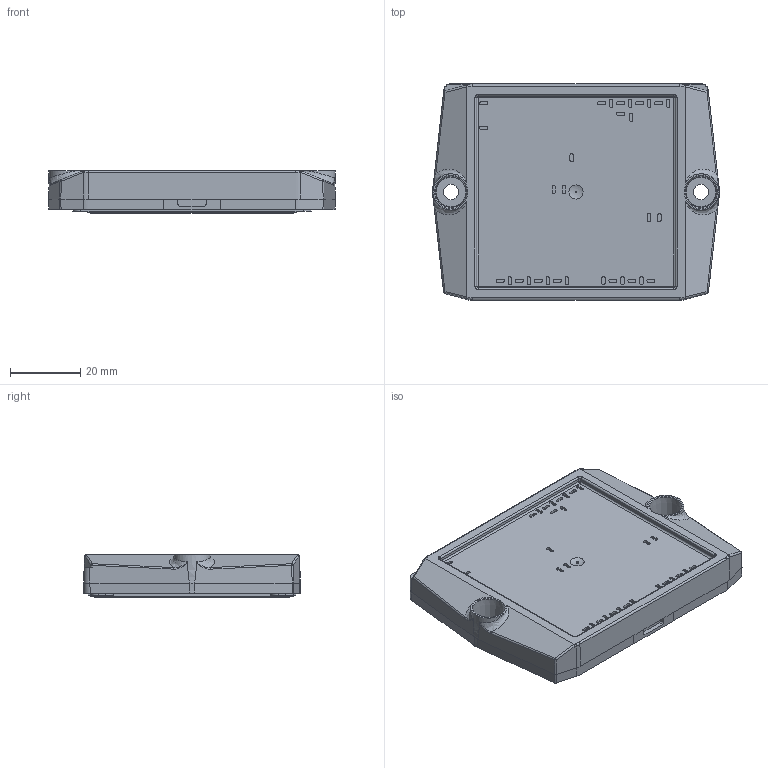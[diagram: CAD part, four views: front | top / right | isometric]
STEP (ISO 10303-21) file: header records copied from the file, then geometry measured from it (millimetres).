
FILE_DESCRIPTION(/* description */ ('Unknown'),/* implementation_level */ '2;1');
FILE_NAME(/* name */ 'FlowS3-GP0TY-LQ70(310)-01-OL',/* time_stamp */ '2020-06-26T16:00:17+02:00',/* author */ ('Unknown'),/* organization */ ('Unknown'),/* preprocessor_version */ 'ST-DEVELOPER v16.7',/* originating_system */ 'Solid Edge',/* authorisation */ 'Unknown');
FILE_SCHEMA (('AUTOMOTIVE_DESIGN {1 0 10303 214 3 1 1}'));
Length unit declared in the file: millimetre
Products named in the file (1): FlowS3-GP0TY-LQ70-OL
Bounding box: 81.54 x 61.55 x 11.98 mm (x, y, z)
Volume: 44611.8 mm3; surface area: 18509.1 mm2
Topology: 1 solids, 1 shells, 1009 faces, 2612 edges, 1686 vertices
Faces by surface type: plane 452, cylinder 334, bspline 144, cone 62, torus 9, sphere 8
Full cylindrical faces by diameter (mm): 0.5 x1, 4 x1, 4.4 x2, 10.4 x2
Entity records: 43682 total; most frequent: CARTESIAN_POINT 12906, ORIENTED_EDGE 5152, DIRECTION 4548, EDGE_CURVE 2576, VERTEX_POINT 1680, AXIS2_PLACEMENT_3D 1618, LINE 1312, VECTOR 1312
